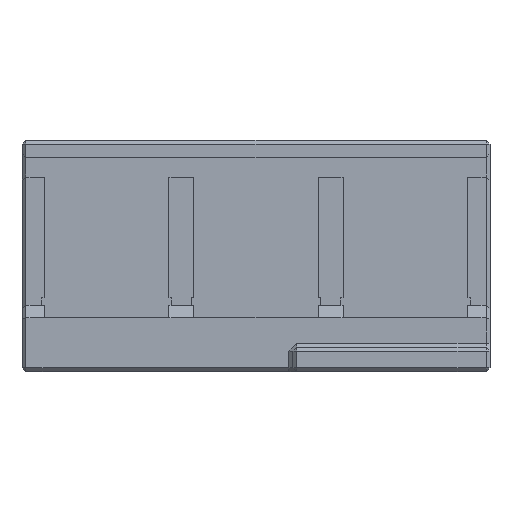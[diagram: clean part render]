
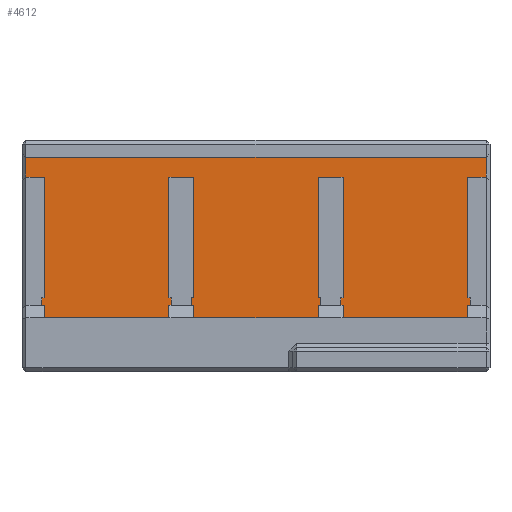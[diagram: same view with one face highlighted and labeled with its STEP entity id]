
A CAD part, left-side view. The second image highlights one B-rep face of the part: STEP entity #4612.
In plain terms, the highlighted planar face has unit normal (-1, 0, 0).
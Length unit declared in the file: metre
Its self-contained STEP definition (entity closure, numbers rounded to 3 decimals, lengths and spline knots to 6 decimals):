
#161=ORIENTED_EDGE('',*,*,#1471,.F.);
#162=ORIENTED_EDGE('',*,*,#1472,.F.);
#163=ORIENTED_EDGE('',*,*,#1473,.T.);
#164=ORIENTED_EDGE('',*,*,#1435,.T.);
#165=ORIENTED_EDGE('',*,*,#1474,.F.);
#166=ORIENTED_EDGE('',*,*,#1451,.F.);
#167=ORIENTED_EDGE('',*,*,#1475,.F.);
#168=ORIENTED_EDGE('',*,*,#1419,.T.);
#169=ORIENTED_EDGE('',*,*,#1476,.F.);
#170=ORIENTED_EDGE('',*,*,#1459,.F.);
#171=ORIENTED_EDGE('',*,*,#1477,.F.);
#172=ORIENTED_EDGE('',*,*,#1403,.T.);
#173=ORIENTED_EDGE('',*,*,#1478,.F.);
#174=ORIENTED_EDGE('',*,*,#1467,.F.);
#175=ORIENTED_EDGE('',*,*,#1479,.T.);
#176=ORIENTED_EDGE('',*,*,#1480,.F.);
#1403=EDGE_CURVE('',#2062,#2061,#2467,.T.);
#1419=EDGE_CURVE('',#2077,#2076,#2483,.T.);
#1435=EDGE_CURVE('',#2092,#2091,#2499,.T.);
#1451=EDGE_CURVE('',#2106,#2107,#2515,.T.);
#1459=EDGE_CURVE('',#2113,#2114,#2523,.T.);
#1467=EDGE_CURVE('',#2120,#2121,#2531,.T.);
#1471=EDGE_CURVE('',#2123,#2124,#2535,.T.);
#1472=EDGE_CURVE('',#2125,#2123,#2536,.T.);
#1473=EDGE_CURVE('',#2125,#2092,#2537,.T.);
#1474=EDGE_CURVE('',#2107,#2091,#2538,.T.);
#1475=EDGE_CURVE('',#2077,#2106,#2539,.T.);
#1476=EDGE_CURVE('',#2114,#2076,#2540,.T.);
#1477=EDGE_CURVE('',#2062,#2113,#2541,.T.);
#1478=EDGE_CURVE('',#2121,#2061,#2542,.T.);
#1479=EDGE_CURVE('',#2120,#2126,#2543,.T.);
#1480=EDGE_CURVE('',#2124,#2126,#2544,.T.);
#2061=VERTEX_POINT('',#6526);
#2062=VERTEX_POINT('',#6528);
#2076=VERTEX_POINT('',#6559);
#2077=VERTEX_POINT('',#6561);
#2091=VERTEX_POINT('',#6592);
#2092=VERTEX_POINT('',#6594);
#2106=VERTEX_POINT('',#6625);
#2107=VERTEX_POINT('',#6627);
#2113=VERTEX_POINT('',#6641);
#2114=VERTEX_POINT('',#6643);
#2120=VERTEX_POINT('',#6657);
#2121=VERTEX_POINT('',#6659);
#2123=VERTEX_POINT('',#6666);
#2124=VERTEX_POINT('',#6667);
#2125=VERTEX_POINT('',#6669);
#2126=VERTEX_POINT('',#6677);
#2467=LINE('',#6527,#3093);
#2483=LINE('',#6560,#3109);
#2499=LINE('',#6593,#3125);
#2515=LINE('',#6626,#3141);
#2523=LINE('',#6642,#3149);
#2531=LINE('',#6658,#3157);
#2535=LINE('',#6665,#3161);
#2536=LINE('',#6668,#3162);
#2537=LINE('',#6670,#3163);
#2538=LINE('',#6671,#3164);
#2539=LINE('',#6672,#3165);
#2540=LINE('',#6673,#3166);
#2541=LINE('',#6674,#3167);
#2542=LINE('',#6675,#3168);
#2543=LINE('',#6676,#3169);
#2544=LINE('',#6678,#3170);
#3093=VECTOR('',#5250,1.);
#3109=VECTOR('',#5270,1.);
#3125=VECTOR('',#5290,1.);
#3141=VECTOR('',#5310,1.);
#3149=VECTOR('',#5320,1.);
#3157=VECTOR('',#5330,1.);
#3161=VECTOR('',#5336,1.);
#3162=VECTOR('',#5337,1.);
#3163=VECTOR('',#5338,1.);
#3164=VECTOR('',#5339,1.);
#3165=VECTOR('',#5340,1.);
#3166=VECTOR('',#5341,1.);
#3167=VECTOR('',#5342,1.);
#3168=VECTOR('',#5343,1.);
#3169=VECTOR('',#5344,1.);
#3170=VECTOR('',#5345,1.);
#3712=EDGE_LOOP('',(#161,#162,#163,#164,#165,#166,#167,#168,#169,#170,#171,
#172,#173,#174,#175,#176));
#4032=FACE_BOUND('',#3712,.T.);
#4352=PLANE('',#4920);
#4612=ADVANCED_FACE('',(#4032),#4352,.T.);
#4920=AXIS2_PLACEMENT_3D('',#6664,#5334,#5335);
#5250=DIRECTION('',(0.,0.,-1.));
#5270=DIRECTION('',(0.,0.,-1.));
#5290=DIRECTION('',(0.,0.,-1.));
#5310=DIRECTION('',(0.,0.,-1.));
#5320=DIRECTION('',(0.,0.,-1.));
#5330=DIRECTION('',(0.,0.,-1.));
#5334=DIRECTION('',(-1.,0.,0.));
#5335=DIRECTION('',(0.,0.,1.));
#5336=DIRECTION('',(0.,-1.,0.));
#5337=DIRECTION('',(0.,0.,1.));
#5338=DIRECTION('',(0.,-1.,0.));
#5339=DIRECTION('',(0.,1.,0.));
#5340=DIRECTION('',(0.,1.,0.));
#5341=DIRECTION('',(0.,1.,0.));
#5342=DIRECTION('',(0.,1.,0.));
#5343=DIRECTION('',(0.,1.,0.));
#5344=DIRECTION('',(0.,-1.,0.));
#5345=DIRECTION('',(0.,0.,-1.));
#6526=CARTESIAN_POINT('',(-0.009749,-0.006481,0.0035));
#6527=CARTESIAN_POINT('',(-0.009749,-0.006481,0.011625));
#6528=CARTESIAN_POINT('',(-0.009749,-0.006481,0.01975));
#6559=CARTESIAN_POINT('',(-0.009749,0.008669,0.0035));
#6560=CARTESIAN_POINT('',(-0.009749,0.008669,0.011625));
#6561=CARTESIAN_POINT('',(-0.009749,0.008669,0.01975));
#6592=CARTESIAN_POINT('',(-0.009749,0.023819,0.0035));
#6593=CARTESIAN_POINT('',(-0.009749,0.023819,0.011625));
#6594=CARTESIAN_POINT('',(-0.009749,0.023819,0.01975));
#6625=CARTESIAN_POINT('',(-0.009749,0.010669,0.01975));
#6626=CARTESIAN_POINT('',(-0.009749,0.010669,0.011625));
#6627=CARTESIAN_POINT('',(-0.009749,0.010669,0.0035));
#6641=CARTESIAN_POINT('',(-0.009749,-0.004481,0.01975));
#6642=CARTESIAN_POINT('',(-0.009749,-0.004481,0.011625));
#6643=CARTESIAN_POINT('',(-0.009749,-0.004481,0.0035));
#6657=CARTESIAN_POINT('',(-0.009749,-0.019631,0.01975));
#6658=CARTESIAN_POINT('',(-0.009749,-0.019631,0.011625));
#6659=CARTESIAN_POINT('',(-0.009749,-0.019631,0.0035));
#6664=CARTESIAN_POINT('',(-0.009749,0.002094,0.0125));
#6665=CARTESIAN_POINT('',(-0.009749,0.002094,0.02175));
#6666=CARTESIAN_POINT('',(-0.009749,0.025419,0.02175));
#6667=CARTESIAN_POINT('',(-0.009749,-0.021231,0.02175));
#6668=CARTESIAN_POINT('',(-0.009749,0.025419,0.02175));
#6669=CARTESIAN_POINT('',(-0.009749,0.025419,0.01975));
#6670=CARTESIAN_POINT('',(-0.009749,0.024819,0.01975));
#6671=CARTESIAN_POINT('',(-0.009749,0.017244,0.0035));
#6672=CARTESIAN_POINT('',(-0.009749,0.009669,0.01975));
#6673=CARTESIAN_POINT('',(-0.009749,0.002094,0.0035));
#6674=CARTESIAN_POINT('',(-0.009749,-0.005481,0.01975));
#6675=CARTESIAN_POINT('',(-0.009749,-0.013056,0.0035));
#6676=CARTESIAN_POINT('',(-0.009749,-0.020631,0.01975));
#6677=CARTESIAN_POINT('',(-0.009749,-0.021231,0.01975));
#6678=CARTESIAN_POINT('',(-0.009749,-0.021231,0.0125));
